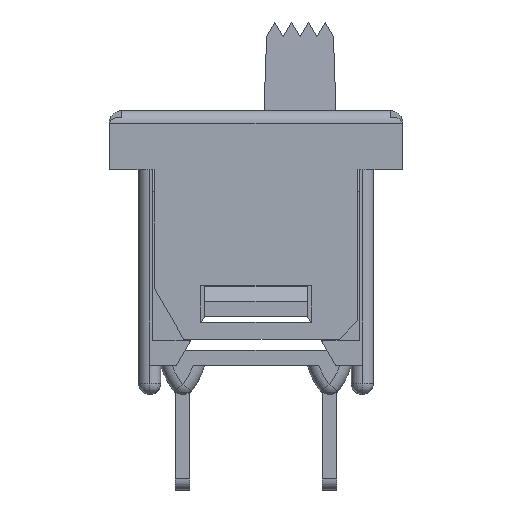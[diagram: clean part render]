
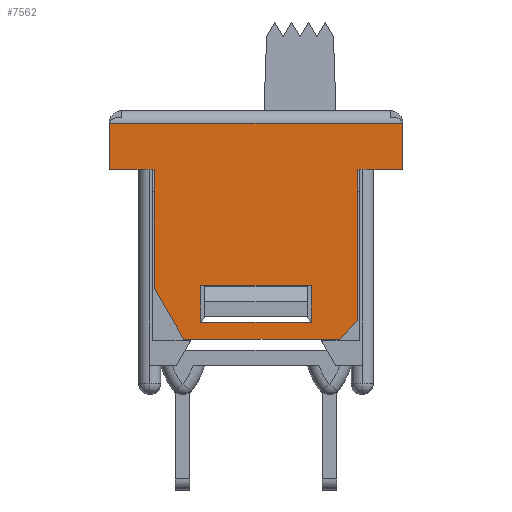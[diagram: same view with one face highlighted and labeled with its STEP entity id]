
A CAD part, top view. The second image highlights one B-rep face of the part: STEP entity #7562.
In plain terms, the highlighted planar face has unit normal (0, 0, 1).
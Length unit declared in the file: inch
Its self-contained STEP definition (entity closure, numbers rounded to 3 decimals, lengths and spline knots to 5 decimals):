
#440=DIRECTION('',(0.,-1.,0.));
#441=VECTOR('',#440,0.0005);
#442=CARTESIAN_POINT('',(0.141,0.198,0.098));
#443=LINE('',#442,#441);
#723=DIRECTION('',(0.,1.,0.));
#724=VECTOR('',#723,0.0005);
#725=CARTESIAN_POINT('',(-0.15248,0.1975,0.098));
#726=LINE('',#725,#724);
#1930=DIRECTION('',(0.,-1.,0.));
#1931=VECTOR('',#1930,0.0005);
#1932=CARTESIAN_POINT('',(0.15248,0.198,0.098));
#1933=LINE('',#1932,#1931);
#1982=DIRECTION('',(-1.,0.,0.));
#1983=VECTOR('',#1982,0.01148);
#1984=CARTESIAN_POINT('',(0.15248,0.198,0.098));
#1985=LINE('',#1984,#1983);
#1990=DIRECTION('',(-1.,0.,0.));
#1991=VECTOR('',#1990,0.0025);
#1992=CARTESIAN_POINT('',(0.141,0.1975,0.098));
#1993=LINE('',#1992,#1991);
#1994=DIRECTION('',(0.,1.,0.));
#1995=VECTOR('',#1994,0.206);
#1996=CARTESIAN_POINT('',(0.1385,-0.0085,0.098));
#1997=LINE('',#1996,#1995);
#1998=DIRECTION('',(0.707,0.707,0.));
#1999=VECTOR('',#1998,0.03536);
#2000=CARTESIAN_POINT('',(0.1135,-0.0335,0.098));
#2001=LINE('',#2000,#1999);
#2002=DIRECTION('',(1.,0.,0.));
#2003=VECTOR('',#2002,0.212);
#2004=CARTESIAN_POINT('',(-0.0985,-0.0335,0.098));
#2005=LINE('',#2004,#2003);
#2006=DIRECTION('',(0.5,-0.866,0.));
#2007=VECTOR('',#2006,0.08);
#2008=CARTESIAN_POINT('',(-0.1385,0.03578,0.098));
#2009=LINE('',#2008,#2007);
#2010=DIRECTION('',(0.,1.,0.));
#2011=VECTOR('',#2010,0.16172);
#2012=CARTESIAN_POINT('',(-0.1385,0.03578,0.098));
#2013=LINE('',#2012,#2011);
#2014=DIRECTION('',(1.,0.,0.));
#2015=VECTOR('',#2014,0.0025);
#2016=CARTESIAN_POINT('',(-0.141,0.1975,0.098));
#2017=LINE('',#2016,#2015);
#2018=DIRECTION('',(1.,0.,0.));
#2019=VECTOR('',#2018,0.04752);
#2020=CARTESIAN_POINT('',(-0.2,0.1975,0.098));
#2021=LINE('',#2020,#2019);
#2022=DIRECTION('',(0.,-1.,0.));
#2023=VECTOR('',#2022,0.06048);
#2024=CARTESIAN_POINT('',(-0.2,0.25797,0.098));
#2025=LINE('',#2024,#2023);
#2026=CARTESIAN_POINT('',(-0.19962,0.261,0.098));
#2027=CARTESIAN_POINT('',(-0.19987,0.26001,0.098));
#2028=CARTESIAN_POINT('',(-0.2,0.259,0.098));
#2029=CARTESIAN_POINT('',(-0.2,0.25797,0.098));
#2031=CARTESIAN_POINT('',(0.2,0.25797,0.098));
#2032=CARTESIAN_POINT('',(0.2,0.259,0.098));
#2033=CARTESIAN_POINT('',(0.19987,0.26001,0.098));
#2034=CARTESIAN_POINT('',(0.19962,0.261,0.098));
#2036=DIRECTION('',(0.,1.,0.));
#2037=VECTOR('',#2036,0.06048);
#2038=CARTESIAN_POINT('',(0.2,0.1975,0.098));
#2039=LINE('',#2038,#2037);
#2040=DIRECTION('',(-1.,0.,0.));
#2041=VECTOR('',#2040,0.04752);
#2042=CARTESIAN_POINT('',(0.2,0.1975,0.098));
#2043=LINE('',#2042,#2041);
#2044=DIRECTION('',(0.,1.,0.));
#2045=VECTOR('',#2044,0.05);
#2046=CARTESIAN_POINT('',(-0.075,-0.0105,0.098));
#2047=LINE('',#2046,#2045);
#2048=DIRECTION('',(-1.,0.,0.));
#2049=VECTOR('',#2048,0.15);
#2050=CARTESIAN_POINT('',(0.075,-0.0105,0.098));
#2051=LINE('',#2050,#2049);
#2052=DIRECTION('',(0.,-1.,0.));
#2053=VECTOR('',#2052,0.05);
#2054=CARTESIAN_POINT('',(0.075,0.0395,0.098));
#2055=LINE('',#2054,#2053);
#2056=DIRECTION('',(1.,0.,0.));
#2057=VECTOR('',#2056,0.15);
#2058=CARTESIAN_POINT('',(-0.075,0.0395,0.098));
#2059=LINE('',#2058,#2057);
#2152=DIRECTION('',(1.,0.,0.));
#2153=VECTOR('',#2152,0.39924);
#2154=CARTESIAN_POINT('',(-0.19962,0.261,0.098));
#2155=LINE('',#2154,#2153);
#2583=DIRECTION('',(0.,-1.,0.));
#2584=VECTOR('',#2583,0.0005);
#2585=CARTESIAN_POINT('',(-0.141,0.198,0.098));
#2586=LINE('',#2585,#2584);
#2627=DIRECTION('',(-1.,0.,0.));
#2628=VECTOR('',#2627,0.01148);
#2629=CARTESIAN_POINT('',(-0.141,0.198,0.098));
#2630=LINE('',#2629,#2628);
#4789=CARTESIAN_POINT('',(0.2,0.25797,0.098));
#4791=VERTEX_POINT('',#4789);
#4792=VERTEX_POINT('',#2034);
#4799=CARTESIAN_POINT('',(-0.19962,0.261,0.098));
#4800=VERTEX_POINT('',#4799);
#4821=VERTEX_POINT('',#2029);
#4822=CARTESIAN_POINT('',(-0.2,0.1975,0.098));
#4824=VERTEX_POINT('',#4822);
#4826=CARTESIAN_POINT('',(0.2,0.1975,0.098));
#4828=VERTEX_POINT('',#4826);
#4846=CARTESIAN_POINT('',(0.1385,0.1975,0.098));
#4848=VERTEX_POINT('',#4846);
#4850=CARTESIAN_POINT('',(-0.1385,0.1975,0.098));
#4852=VERTEX_POINT('',#4850);
#4862=CARTESIAN_POINT('',(-0.1385,0.03578,0.098));
#4863=CARTESIAN_POINT('',(-0.0985,-0.0335,0.098));
#4864=VERTEX_POINT('',#4862);
#4865=VERTEX_POINT('',#4863);
#4878=CARTESIAN_POINT('',(0.1135,-0.0335,0.098));
#4879=CARTESIAN_POINT('',(0.1385,-0.0085,0.098));
#4880=VERTEX_POINT('',#4878);
#4881=VERTEX_POINT('',#4879);
#4886=CARTESIAN_POINT('',(-0.075,-0.0105,0.098));
#4887=CARTESIAN_POINT('',(-0.075,0.0395,0.098));
#4888=VERTEX_POINT('',#4886);
#4889=VERTEX_POINT('',#4887);
#4890=CARTESIAN_POINT('',(0.075,0.0395,0.098));
#4891=VERTEX_POINT('',#4890);
#4892=CARTESIAN_POINT('',(0.075,-0.0105,0.098));
#4893=VERTEX_POINT('',#4892);
#4982=CARTESIAN_POINT('',(0.15248,0.198,0.098));
#4983=CARTESIAN_POINT('',(0.141,0.198,0.098));
#4984=VERTEX_POINT('',#4982);
#4985=VERTEX_POINT('',#4983);
#4986=CARTESIAN_POINT('',(-0.141,0.198,0.098));
#4987=CARTESIAN_POINT('',(-0.15248,0.198,0.098));
#4988=VERTEX_POINT('',#4986);
#4989=VERTEX_POINT('',#4987);
#5018=CARTESIAN_POINT('',(0.141,0.1975,0.098));
#5019=VERTEX_POINT('',#5018);
#5030=CARTESIAN_POINT('',(-0.141,0.1975,0.098));
#5031=VERTEX_POINT('',#5030);
#5042=CARTESIAN_POINT('',(-0.15248,0.1975,0.098));
#5043=VERTEX_POINT('',#5042);
#5046=CARTESIAN_POINT('',(0.15248,0.1975,0.098));
#5047=VERTEX_POINT('',#5046);
#7509=CARTESIAN_POINT('',(0.,0.358,0.098));
#7510=DIRECTION('',(0.,0.,1.));
#7511=DIRECTION('',(1.,0.,0.));
#7512=AXIS2_PLACEMENT_3D('',#7509,#7510,#7511);
#7513=PLANE('',#7512);
#7514=ORIENTED_EDGE('',*,*,#7501,.T.);
#7515=ORIENTED_EDGE('',*,*,#5516,.T.);
#7517=ORIENTED_EDGE('',*,*,#7516,.T.);
#7519=ORIENTED_EDGE('',*,*,#7518,.F.);
#7521=ORIENTED_EDGE('',*,*,#7520,.F.);
#7523=ORIENTED_EDGE('',*,*,#7522,.F.);
#7525=ORIENTED_EDGE('',*,*,#7524,.F.);
#7527=ORIENTED_EDGE('',*,*,#7526,.T.);
#7529=ORIENTED_EDGE('',*,*,#7528,.F.);
#7531=ORIENTED_EDGE('',*,*,#7530,.F.);
#7533=ORIENTED_EDGE('',*,*,#7532,.T.);
#7534=ORIENTED_EDGE('',*,*,#5888,.F.);
#7536=ORIENTED_EDGE('',*,*,#7535,.F.);
#7538=ORIENTED_EDGE('',*,*,#7537,.F.);
#7540=ORIENTED_EDGE('',*,*,#7539,.F.);
#7542=ORIENTED_EDGE('',*,*,#7541,.T.);
#7544=ORIENTED_EDGE('',*,*,#7543,.F.);
#7546=ORIENTED_EDGE('',*,*,#7545,.F.);
#7548=ORIENTED_EDGE('',*,*,#7547,.T.);
#7549=ORIENTED_EDGE('',*,*,#7387,.F.);
#7550=EDGE_LOOP('',(#7514,#7515,#7517,#7519,#7521,#7523,#7525,#7527,#7529,#7531,
#7533,#7534,#7536,#7538,#7540,#7542,#7544,#7546,#7548,#7549));
#7551=FACE_OUTER_BOUND('',#7550,.F.);
#7553=ORIENTED_EDGE('',*,*,#7552,.F.);
#7555=ORIENTED_EDGE('',*,*,#7554,.F.);
#7557=ORIENTED_EDGE('',*,*,#7556,.F.);
#7559=ORIENTED_EDGE('',*,*,#7558,.F.);
#7560=EDGE_LOOP('',(#7553,#7555,#7557,#7559));
#7561=FACE_BOUND('',#7560,.F.);
#7562=ADVANCED_FACE('',(#7551,#7561),#7513,.T.);
#2030=B_SPLINE_CURVE_WITH_KNOTS('',3,(#2026,#2027,#2028,#2029),.UNSPECIFIED.,
.F.,.F.,(4,4),(0.,1.),.UNSPECIFIED.);
#2035=B_SPLINE_CURVE_WITH_KNOTS('',3,(#2031,#2032,#2033,#2034),.UNSPECIFIED.,
.F.,.F.,(4,4),(0.,1.),.UNSPECIFIED.);
#5516=EDGE_CURVE('',#4985,#5019,#443,.T.);
#5888=EDGE_CURVE('',#5043,#4989,#726,.T.);
#7387=EDGE_CURVE('',#4984,#5047,#1933,.T.);
#7501=EDGE_CURVE('',#4984,#4985,#1985,.T.);
#7516=EDGE_CURVE('',#5019,#4848,#1993,.T.);
#7518=EDGE_CURVE('',#4881,#4848,#1997,.T.);
#7520=EDGE_CURVE('',#4880,#4881,#2001,.T.);
#7522=EDGE_CURVE('',#4865,#4880,#2005,.T.);
#7524=EDGE_CURVE('',#4864,#4865,#2009,.T.);
#7526=EDGE_CURVE('',#4864,#4852,#2013,.T.);
#7528=EDGE_CURVE('',#5031,#4852,#2017,.T.);
#7530=EDGE_CURVE('',#4988,#5031,#2586,.T.);
#7532=EDGE_CURVE('',#4988,#4989,#2630,.T.);
#7535=EDGE_CURVE('',#4824,#5043,#2021,.T.);
#7537=EDGE_CURVE('',#4821,#4824,#2025,.T.);
#7539=EDGE_CURVE('',#4800,#4821,#2030,.T.);
#7541=EDGE_CURVE('',#4800,#4792,#2155,.T.);
#7543=EDGE_CURVE('',#4791,#4792,#2035,.T.);
#7545=EDGE_CURVE('',#4828,#4791,#2039,.T.);
#7547=EDGE_CURVE('',#4828,#5047,#2043,.T.);
#7552=EDGE_CURVE('',#4888,#4889,#2047,.T.);
#7554=EDGE_CURVE('',#4893,#4888,#2051,.T.);
#7556=EDGE_CURVE('',#4891,#4893,#2055,.T.);
#7558=EDGE_CURVE('',#4889,#4891,#2059,.T.);
